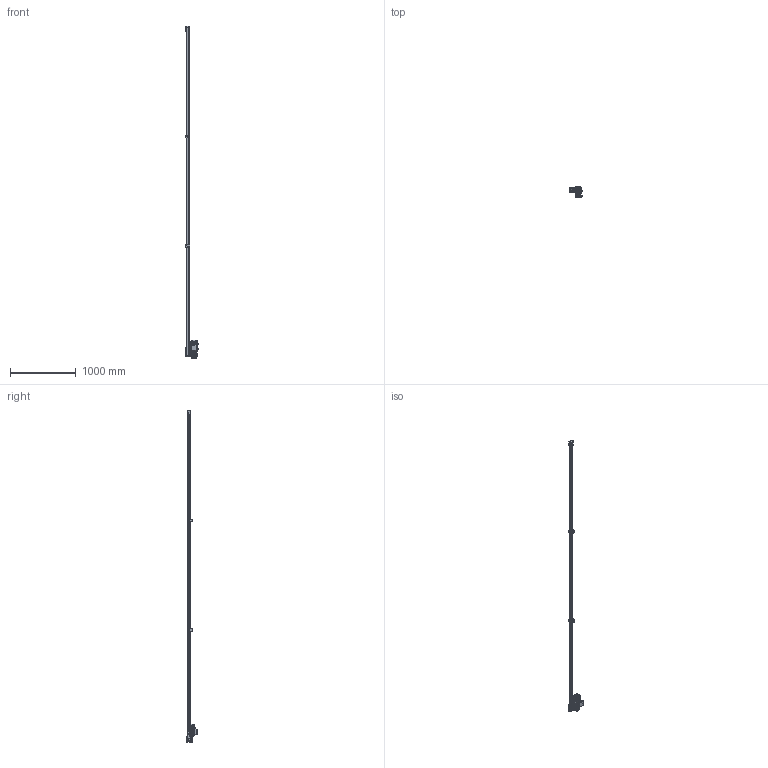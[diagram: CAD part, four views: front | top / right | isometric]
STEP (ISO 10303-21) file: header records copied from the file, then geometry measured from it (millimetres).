
FILE_DESCRIPTION (( 'STEP AP214' ), '1' );
FILE_NAME ('C4E0405M020000 - Convoyeur 40 - 40x5000.STEP', '2024-09-30T12:54:29', ( '' ), ( '' ), 'SwSTEP 2.0', 'SolidWorks 2021', '' );
FILE_SCHEMA (( 'AUTOMOTIVE_DESIGN' ));
Length unit declared in the file: millimetre
Products named in the file (1): C4E0405M020000 - Convoyeur 40 - 40x5000
Bounding box: 206.64 x 165 x 5062.3 mm (x, y, z)
Volume: 5386923.8 mm3; surface area: 3622726.9 mm2
Topology: 48 solids, 55 shells, 4056 faces, 10783 edges, 6980 vertices
Faces by surface type: plane 2527, cylinder 1117, cone 301, bspline 76, torus 27, sphere 8
Entity records: 174715 total; most frequent: CARTESIAN_POINT 28513, ORIENTED_EDGE 21478, DIRECTION 20475, EDGE_CURVE 10739, VERTEX_POINT 6980, LINE 6879, VECTOR 6879, AXIS2_PLACEMENT_3D 6798
